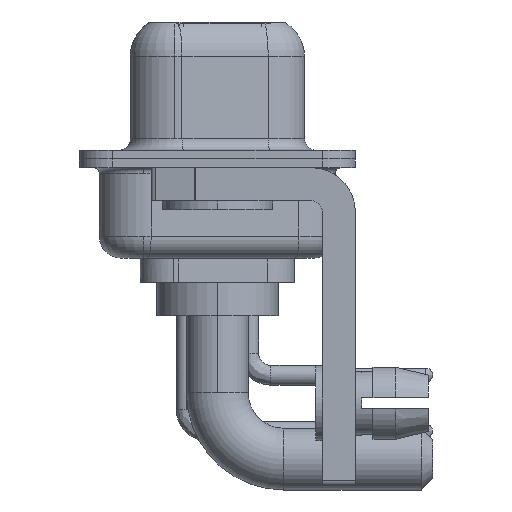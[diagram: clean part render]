
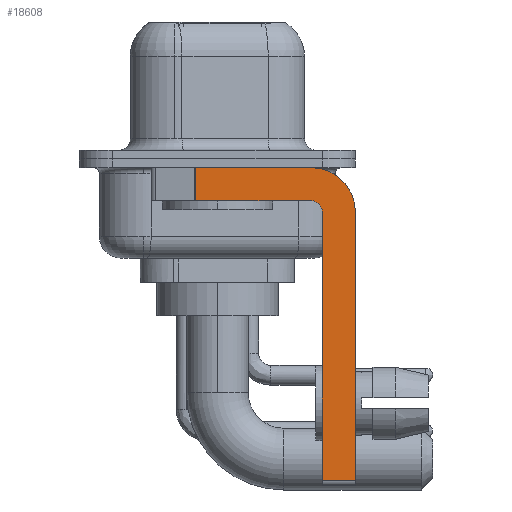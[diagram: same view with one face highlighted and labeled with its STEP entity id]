
A CAD part, left-side view. The second image highlights one B-rep face of the part: STEP entity #18608.
In plain terms, the highlighted planar face has unit normal (-1, 0, 0).
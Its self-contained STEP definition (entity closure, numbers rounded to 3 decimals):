
#100 = EDGE_LOOP ( 'NONE', ( #8648, #3826, #16412, #5282, #6131, #6501, #16997, #597 ) ) ;
#254 = DIRECTION ( 'NONE',  ( 0., 0., -1. ) ) ;
#419 = VERTEX_POINT ( 'NONE', #9492 ) ;
#456 = CARTESIAN_POINT ( 'NONE',  ( -2.9, -4.25, -2.4 ) ) ;
#458 = CARTESIAN_POINT ( 'NONE',  ( -2.9, -6.25, -14.55 ) ) ;
#597 = ORIENTED_EDGE ( 'NONE', *, *, #19185, .F. ) ;
#1076 = CARTESIAN_POINT ( 'NONE',  ( -2.9, -4.75, -14.8 ) ) ;
#1294 = LINE ( 'NONE', #10355, #7114 ) ;
#1303 = DIRECTION ( 'NONE',  ( 0., -1., 0. ) ) ;
#1695 = EDGE_CURVE ( 'NONE', #2433, #8851, #2645, .T. ) ;
#1882 = EDGE_CURVE ( 'NONE', #13187, #17584, #7799, .T. ) ;
#2433 = VERTEX_POINT ( 'NONE', #5199 ) ;
#2645 = LINE ( 'NONE', #18135, #15279 ) ;
#3088 = EDGE_CURVE ( 'NONE', #419, #17584, #10663, .T. ) ;
#3182 = CARTESIAN_POINT ( 'NONE',  ( -2.9, 3., -0.4 ) ) ;
#3197 = DIRECTION ( 'NONE',  ( 0., -1., 0. ) ) ;
#3533 = DIRECTION ( 'NONE',  ( 1., 0., 0. ) ) ;
#3580 = EDGE_CURVE ( 'NONE', #9444, #9952, #13758, .T. ) ;
#3826 = ORIENTED_EDGE ( 'NONE', *, *, #1695, .T. ) ;
#3877 = CARTESIAN_POINT ( 'NONE',  ( -2.9, -6.25, -2.4 ) ) ;
#3994 = CARTESIAN_POINT ( 'NONE',  ( -2.9, -4.25, -0.4 ) ) ;
#4189 = VECTOR ( 'NONE', #254, 1000. ) ;
#4383 = PLANE ( 'NONE',  #17791 ) ;
#4541 = DIRECTION ( 'NONE',  ( 0., 0., -1. ) ) ;
#4570 = DIRECTION ( 'NONE',  ( 1., 0., 0. ) ) ;
#4691 = EDGE_CURVE ( 'NONE', #9952, #8851, #1294, .T. ) ;
#5192 = AXIS2_PLACEMENT_3D ( 'NONE', #18271, #10735, #9239 ) ;
#5199 = CARTESIAN_POINT ( 'NONE',  ( -2.9, 0.978, -0.4 ) ) ;
#5282 = ORIENTED_EDGE ( 'NONE', *, *, #3580, .F. ) ;
#6131 = ORIENTED_EDGE ( 'NONE', *, *, #11637, .F. ) ;
#6501 = ORIENTED_EDGE ( 'NONE', *, *, #3088, .T. ) ;
#7114 = VECTOR ( 'NONE', #10256, 1000. ) ;
#7334 = CARTESIAN_POINT ( 'NONE',  ( -2.9, -4.25, -2.4 ) ) ;
#7637 = DIRECTION ( 'NONE',  ( 0., 0., -1. ) ) ;
#7799 = LINE ( 'NONE', #13873, #4189 ) ;
#8442 = LINE ( 'NONE', #1076, #18928 ) ;
#8511 = CARTESIAN_POINT ( 'NONE',  ( -2.9, 0.978, -1.9 ) ) ;
#8648 = ORIENTED_EDGE ( 'NONE', *, *, #12831, .F. ) ;
#8851 = VERTEX_POINT ( 'NONE', #8511 ) ;
#9239 = DIRECTION ( 'NONE',  ( 0., 0., 1. ) ) ;
#9444 = VERTEX_POINT ( 'NONE', #16912 ) ;
#9492 = CARTESIAN_POINT ( 'NONE',  ( -2.9, -4.75, -14.55 ) ) ;
#9857 = CARTESIAN_POINT ( 'NONE',  ( -2.9, -4.25, -1.9 ) ) ;
#9952 = VERTEX_POINT ( 'NONE', #9857 ) ;
#9995 = VERTEX_POINT ( 'NONE', #3994 ) ;
#10256 = DIRECTION ( 'NONE',  ( 0., 1., 0. ) ) ;
#10355 = CARTESIAN_POINT ( 'NONE',  ( -2.9, -4.25, -1.9 ) ) ;
#10663 = LINE ( 'NONE', #17093, #11543 ) ;
#10735 = DIRECTION ( 'NONE',  ( -1., 0., 0. ) ) ;
#11097 = DIRECTION ( 'NONE',  ( 0., 0., -1. ) ) ;
#11543 = VECTOR ( 'NONE', #3197, 1000. ) ;
#11637 = EDGE_CURVE ( 'NONE', #419, #9444, #8442, .T. ) ;
#11801 = AXIS2_PLACEMENT_3D ( 'NONE', #456, #3533, #11097 ) ;
#12035 = FACE_OUTER_BOUND ( 'NONE', #100, .T. ) ;
#12145 = LINE ( 'NONE', #3182, #13287 ) ;
#12831 = EDGE_CURVE ( 'NONE', #2433, #9995, #12145, .T. ) ;
#13120 = DIRECTION ( 'NONE',  ( 0., 0., 1. ) ) ;
#13187 = VERTEX_POINT ( 'NONE', #3877 ) ;
#13287 = VECTOR ( 'NONE', #1303, 1000. ) ;
#13758 = CIRCLE ( 'NONE', #5192, 0.5 ) ;
#13873 = CARTESIAN_POINT ( 'NONE',  ( -2.9, -6.25, -2.4 ) ) ;
#15279 = VECTOR ( 'NONE', #4541, 1000. ) ;
#16412 = ORIENTED_EDGE ( 'NONE', *, *, #4691, .F. ) ;
#16912 = CARTESIAN_POINT ( 'NONE',  ( -2.9, -4.75, -2.4 ) ) ;
#16997 = ORIENTED_EDGE ( 'NONE', *, *, #1882, .F. ) ;
#17093 = CARTESIAN_POINT ( 'NONE',  ( -2.9, -4.25, -14.55 ) ) ;
#17491 = CIRCLE ( 'NONE', #11801, 2. ) ;
#17584 = VERTEX_POINT ( 'NONE', #458 ) ;
#17791 = AXIS2_PLACEMENT_3D ( 'NONE', #7334, #4570, #7637 ) ;
#18135 = CARTESIAN_POINT ( 'NONE',  ( -2.9, 0.978, -1.9 ) ) ;
#18271 = CARTESIAN_POINT ( 'NONE',  ( -2.9, -4.25, -2.4 ) ) ;
#18608 = ADVANCED_FACE ( 'NONE', ( #12035 ), #4383, .F. ) ;
#18928 = VECTOR ( 'NONE', #13120, 1000. ) ;
#19185 = EDGE_CURVE ( 'NONE', #9995, #13187, #17491, .T. ) ;
